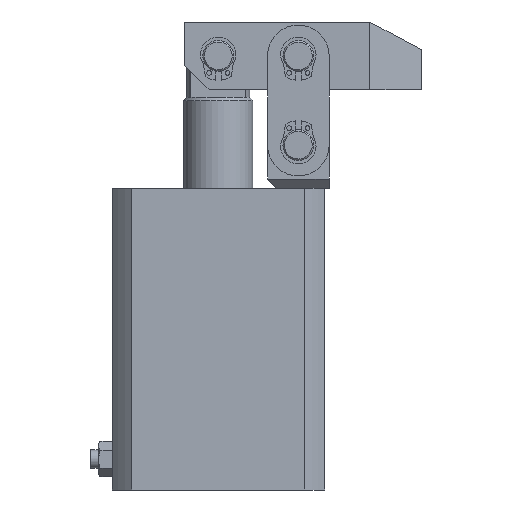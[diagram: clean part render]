
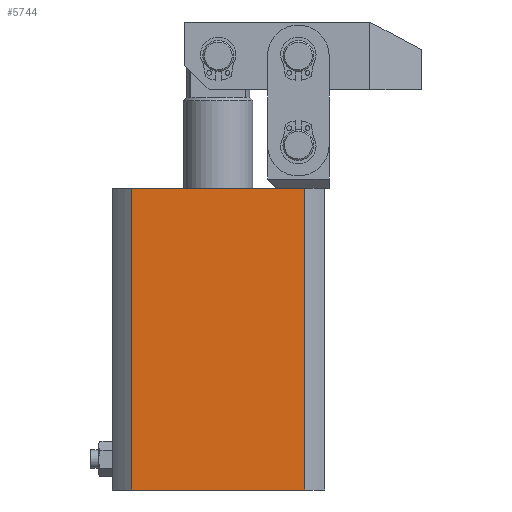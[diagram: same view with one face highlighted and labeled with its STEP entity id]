
A CAD part, front view. The second image highlights one B-rep face of the part: STEP entity #5744.
In plain terms, the highlighted planar face has unit normal (0, -1, 0).
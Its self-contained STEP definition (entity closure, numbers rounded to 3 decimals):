
#1502 = AXIS2_PLACEMENT_3D ( 'NONE', #7625, #7635, #7636 ) ;
#2711 = EDGE_LOOP ( 'NONE', ( #5491, #5465, #5466, #5453 ) ) ;
#3976 = VERTEX_POINT ( 'NONE', #9239 ) ;
#4009 = VERTEX_POINT ( 'NONE', #9276 ) ;
#4033 = VERTEX_POINT ( 'NONE', #9300 ) ;
#4035 = VERTEX_POINT ( 'NONE', #9302 ) ;
#4520 = DIRECTION ( 'NONE',  ( 0., 0., -1. ) ) ;
#4525 = CARTESIAN_POINT ( 'NONE',  ( 0., -34.5, 98. ) ) ;
#4526 = CARTESIAN_POINT ( 'NONE',  ( 28.107, -34.5, 98. ) ) ;
#4530 = DIRECTION ( 'NONE',  ( 1., 0., 0. ) ) ;
#4928 = DIRECTION ( 'NONE',  ( 1., 0., 0. ) ) ;
#4932 = CARTESIAN_POINT ( 'NONE',  ( 0., -34.5, 0. ) ) ;
#5087 = CARTESIAN_POINT ( 'NONE',  ( -28.107, -34.5, 98. ) ) ;
#5088 = DIRECTION ( 'NONE',  ( 0., 0., -1. ) ) ;
#5453 = ORIENTED_EDGE ( 'NONE', *, *, #9152, .T. ) ;
#5465 = ORIENTED_EDGE ( 'NONE', *, *, #8981, .F. ) ;
#5466 = ORIENTED_EDGE ( 'NONE', *, *, #8982, .F. ) ;
#5491 = ORIENTED_EDGE ( 'NONE', *, *, #9121, .T. ) ;
#5744 = ADVANCED_FACE ( 'NONE', ( #8607 ), #7632, .F. ) ;
#6542 = LINE ( 'NONE', #4526, #6547 ) ;
#6545 = LINE ( 'NONE', #4525, #6549 ) ;
#6547 = VECTOR ( 'NONE', #4520, 1000. ) ;
#6549 = VECTOR ( 'NONE', #4530, 1000. ) ;
#6764 = LINE ( 'NONE', #4932, #6766 ) ;
#6766 = VECTOR ( 'NONE', #4928, 1000. ) ;
#6807 = LINE ( 'NONE', #5087, #6810 ) ;
#6810 = VECTOR ( 'NONE', #5088, 1000. ) ;
#7625 = CARTESIAN_POINT ( 'NONE',  ( 0., -34.5, 98. ) ) ;
#7632 = PLANE ( 'NONE',  #1502 ) ;
#7635 = DIRECTION ( 'NONE',  ( 0., 1., 0. ) ) ;
#7636 = DIRECTION ( 'NONE',  ( 0., 0., 1. ) ) ;
#8607 = FACE_OUTER_BOUND ( 'NONE', #2711, .T. ) ;
#8981 = EDGE_CURVE ( 'NONE', #4035, #3976, #6542, .T. ) ;
#8982 = EDGE_CURVE ( 'NONE', #4033, #4035, #6545, .T. ) ;
#9121 = EDGE_CURVE ( 'NONE', #4009, #3976, #6764, .T. ) ;
#9152 = EDGE_CURVE ( 'NONE', #4033, #4009, #6807, .T. ) ;
#9239 = CARTESIAN_POINT ( 'NONE',  ( 28.107, -34.5, 0. ) ) ;
#9276 = CARTESIAN_POINT ( 'NONE',  ( -28.107, -34.5, 0. ) ) ;
#9300 = CARTESIAN_POINT ( 'NONE',  ( -28.107, -34.5, 98. ) ) ;
#9302 = CARTESIAN_POINT ( 'NONE',  ( 28.107, -34.5, 98. ) ) ;
